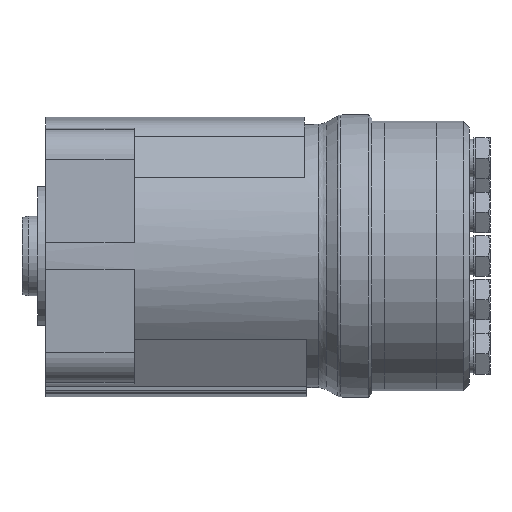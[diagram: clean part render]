
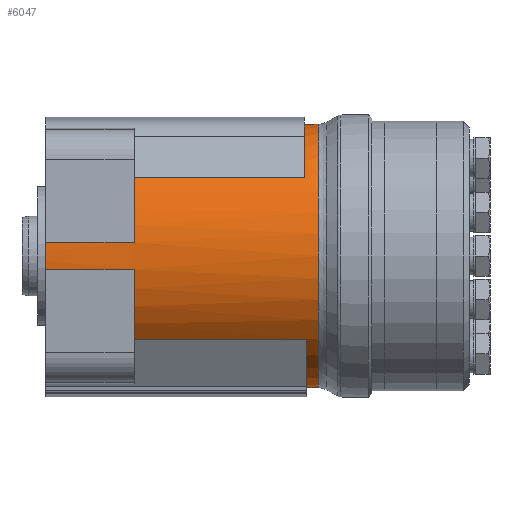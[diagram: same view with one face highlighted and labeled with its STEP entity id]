
A CAD part, front view. The second image highlights one B-rep face of the part: STEP entity #6047.
In plain terms, the highlighted cylindrical face has radius 42 mm (diameter 84 mm), a partial arc.
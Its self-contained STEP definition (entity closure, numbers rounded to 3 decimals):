
#157=B_SPLINE_CURVE_WITH_KNOTS('',3,(#9915,#9916,#9917,#9918,#9919),
 .UNSPECIFIED.,.F.,.F.,(4,1,4),(0.025,0.028,0.03),
 .UNSPECIFIED.);
#158=B_SPLINE_CURVE_WITH_KNOTS('',3,(#9923,#9924,#9925,#9926,#9927),
 .UNSPECIFIED.,.F.,.F.,(4,1,4),(0.,0.004,
0.007),.UNSPECIFIED.);
#159=B_SPLINE_CURVE_WITH_KNOTS('',3,(#9928,#9929,#9930,#9931,#9932),
 .UNSPECIFIED.,.F.,.F.,(4,1,4),(0.023,0.026,0.028),
 .UNSPECIFIED.);
#236=CYLINDRICAL_SURFACE('',#6618,42.);
#498=CIRCLE('',#6597,42.);
#510=CIRCLE('',#6617,42.);
#511=CIRCLE('',#6619,42.);
#512=CIRCLE('',#6620,42.);
#513=CIRCLE('',#6621,42.);
#514=CIRCLE('',#6622,42.);
#515=CIRCLE('',#6623,42.);
#1371=ORIENTED_EDGE('',*,*,#2734,.F.);
#1372=ORIENTED_EDGE('',*,*,#2735,.T.);
#1373=ORIENTED_EDGE('',*,*,#2736,.F.);
#1374=ORIENTED_EDGE('',*,*,#2737,.T.);
#1375=ORIENTED_EDGE('',*,*,#2704,.F.);
#1376=ORIENTED_EDGE('',*,*,#2738,.T.);
#1377=ORIENTED_EDGE('',*,*,#2739,.T.);
#1378=ORIENTED_EDGE('',*,*,#2740,.T.);
#1379=ORIENTED_EDGE('',*,*,#2732,.T.);
#1380=ORIENTED_EDGE('',*,*,#2741,.T.);
#1381=ORIENTED_EDGE('',*,*,#2742,.F.);
#1382=ORIENTED_EDGE('',*,*,#2743,.T.);
#1383=ORIENTED_EDGE('',*,*,#2744,.F.);
#1384=ORIENTED_EDGE('',*,*,#2745,.T.);
#1385=ORIENTED_EDGE('',*,*,#2746,.F.);
#1386=ORIENTED_EDGE('',*,*,#2747,.F.);
#2704=EDGE_CURVE('',#3423,#3424,#498,.T.);
#2732=EDGE_CURVE('',#3449,#3448,#510,.T.);
#2734=EDGE_CURVE('',#3450,#3451,#511,.T.);
#2735=EDGE_CURVE('',#3450,#3452,#3939,.F.);
#2736=EDGE_CURVE('',#3453,#3452,#512,.T.);
#2737=EDGE_CURVE('',#3453,#3424,#3940,.T.);
#2738=EDGE_CURVE('',#3423,#3454,#157,.T.);
#2739=EDGE_CURVE('',#3454,#3455,#3941,.F.);
#2740=EDGE_CURVE('',#3455,#3449,#158,.T.);
#2741=EDGE_CURVE('',#3448,#3456,#159,.T.);
#2742=EDGE_CURVE('',#3457,#3456,#513,.T.);
#2743=EDGE_CURVE('',#3457,#3458,#3942,.T.);
#2744=EDGE_CURVE('',#3459,#3458,#514,.T.);
#2745=EDGE_CURVE('',#3459,#3460,#3943,.T.);
#2746=EDGE_CURVE('',#3461,#3460,#515,.T.);
#2747=EDGE_CURVE('',#3451,#3461,#3944,.T.);
#3423=VERTEX_POINT('',#9799);
#3424=VERTEX_POINT('',#9800);
#3448=VERTEX_POINT('',#9898);
#3449=VERTEX_POINT('',#9900);
#3450=VERTEX_POINT('',#9908);
#3451=VERTEX_POINT('',#9909);
#3452=VERTEX_POINT('',#9911);
#3453=VERTEX_POINT('',#9913);
#3454=VERTEX_POINT('',#9920);
#3455=VERTEX_POINT('',#9922);
#3456=VERTEX_POINT('',#9933);
#3457=VERTEX_POINT('',#9935);
#3458=VERTEX_POINT('',#9937);
#3459=VERTEX_POINT('',#9939);
#3460=VERTEX_POINT('',#9941);
#3461=VERTEX_POINT('',#9943);
#3939=LINE('',#9910,#4321);
#3940=LINE('',#9914,#4322);
#3941=LINE('',#9921,#4323);
#3942=LINE('',#9936,#4324);
#3943=LINE('',#9940,#4325);
#3944=LINE('',#9944,#4326);
#4321=VECTOR('',#7773,1000.);
#4322=VECTOR('',#7776,1000.);
#4323=VECTOR('',#7777,1000.);
#4324=VECTOR('',#7780,1000.);
#4325=VECTOR('',#7783,1000.);
#4326=VECTOR('',#7786,1000.);
#4774=EDGE_LOOP('',(#1371,#1372,#1373,#1374,#1375,#1376,#1377,#1378,#1379,
#1380,#1381,#1382,#1383,#1384,#1385,#1386));
#5306=FACE_BOUND('',#4774,.T.);
#6047=ADVANCED_FACE('',(#5306),#236,.T.);
#6597=AXIS2_PLACEMENT_3D('',#9798,#7722,#7723);
#6617=AXIS2_PLACEMENT_3D('',#9899,#7767,#7768);
#6618=AXIS2_PLACEMENT_3D('',#9906,#7769,#7770);
#6619=AXIS2_PLACEMENT_3D('',#9907,#7771,#7772);
#6620=AXIS2_PLACEMENT_3D('',#9912,#7774,#7775);
#6621=AXIS2_PLACEMENT_3D('',#9934,#7778,#7779);
#6622=AXIS2_PLACEMENT_3D('',#9938,#7781,#7782);
#6623=AXIS2_PLACEMENT_3D('',#9942,#7784,#7785);
#7722=DIRECTION('',(1.,0.,0.));
#7723=DIRECTION('',(0.,0.,-1.));
#7767=DIRECTION('',(1.,0.,0.));
#7768=DIRECTION('',(0.,0.,-1.));
#7769=DIRECTION('',(1.,0.,0.));
#7770=DIRECTION('',(0.,0.,-1.));
#7771=DIRECTION('',(1.,0.,0.));
#7772=DIRECTION('',(0.,0.,-1.));
#7773=DIRECTION('',(1.,0.,0.));
#7774=DIRECTION('',(1.,0.,0.));
#7775=DIRECTION('',(0.,0.,-1.));
#7776=DIRECTION('',(1.,0.,0.));
#7777=DIRECTION('',(1.,0.,0.));
#7778=DIRECTION('',(1.,0.,0.));
#7779=DIRECTION('',(0.,0.,-1.));
#7780=DIRECTION('',(1.,0.,0.));
#7781=DIRECTION('',(1.,0.,0.));
#7782=DIRECTION('',(0.,0.,-1.));
#7783=DIRECTION('',(1.,0.,0.));
#7784=DIRECTION('',(1.,0.,0.));
#7785=DIRECTION('',(0.,0.,-1.));
#7786=DIRECTION('',(1.,0.,0.));
#9798=CARTESIAN_POINT('',(79.7,0.,0.));
#9799=CARTESIAN_POINT('',(79.7,-38.232,17.388));
#9800=CARTESIAN_POINT('',(79.7,-41.674,5.22));
#9898=CARTESIAN_POINT('',(21.03,37.579,18.758));
#9899=CARTESIAN_POINT('',(21.03,0.,0.));
#9900=CARTESIAN_POINT('',(21.03,-37.569,18.778));
#9906=CARTESIAN_POINT('',(115.5,0.,0.));
#9907=CARTESIAN_POINT('',(79.7,0.,0.));
#9908=CARTESIAN_POINT('',(79.7,-26.512,-32.575));
#9909=CARTESIAN_POINT('',(79.7,-4.34,-41.775));
#9910=CARTESIAN_POINT('',(115.5,-26.512,-32.575));
#9911=CARTESIAN_POINT('',(24.64,-26.512,-32.575));
#9912=CARTESIAN_POINT('',(24.64,0.,0.));
#9913=CARTESIAN_POINT('',(24.64,-41.674,5.22));
#9914=CARTESIAN_POINT('',(115.5,-41.674,5.22));
#9915=CARTESIAN_POINT('',(79.7,-38.232,17.388));
#9916=CARTESIAN_POINT('',(79.047,-38.438,16.933));
#9917=CARTESIAN_POINT('',(77.642,-38.787,16.121));
#9918=CARTESIAN_POINT('',(76.011,-38.93,15.762));
#9919=CARTESIAN_POINT('',(75.18,-38.93,15.762));
#9920=CARTESIAN_POINT('',(75.18,-38.93,15.762));
#9921=CARTESIAN_POINT('',(115.5,-38.93,15.762));
#9922=CARTESIAN_POINT('',(27.27,-38.93,15.762));
#9923=CARTESIAN_POINT('',(27.27,-38.93,15.762));
#9924=CARTESIAN_POINT('',(26.044,-38.93,15.762));
#9925=CARTESIAN_POINT('',(23.713,-38.62,16.544));
#9926=CARTESIAN_POINT('',(21.869,-37.953,18.009));
#9927=CARTESIAN_POINT('',(21.03,-37.569,18.778));
#9928=CARTESIAN_POINT('',(21.03,37.579,18.758));
#9929=CARTESIAN_POINT('',(21.658,37.866,18.182));
#9930=CARTESIAN_POINT('',(22.995,38.377,17.091));
#9931=CARTESIAN_POINT('',(24.576,38.721,16.272));
#9932=CARTESIAN_POINT('',(25.43,38.827,16.016));
#9933=CARTESIAN_POINT('',(25.43,38.827,16.016));
#9934=CARTESIAN_POINT('',(25.43,0.,0.));
#9935=CARTESIAN_POINT('',(25.43,25.026,-33.73));
#9936=CARTESIAN_POINT('',(115.5,25.026,-33.73));
#9937=CARTESIAN_POINT('',(79.7,25.026,-33.73));
#9938=CARTESIAN_POINT('',(79.7,0.,0.));
#9939=CARTESIAN_POINT('',(79.7,4.34,-41.775));
#9940=CARTESIAN_POINT('',(79.7,4.34,-41.775));
#9941=CARTESIAN_POINT('',(108.,4.34,-41.775));
#9942=CARTESIAN_POINT('',(108.,0.,0.));
#9943=CARTESIAN_POINT('',(108.,-4.34,-41.775));
#9944=CARTESIAN_POINT('',(79.7,-4.34,-41.775));
